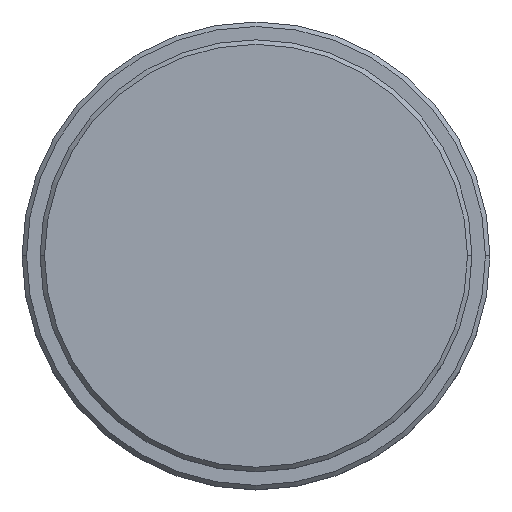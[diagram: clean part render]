
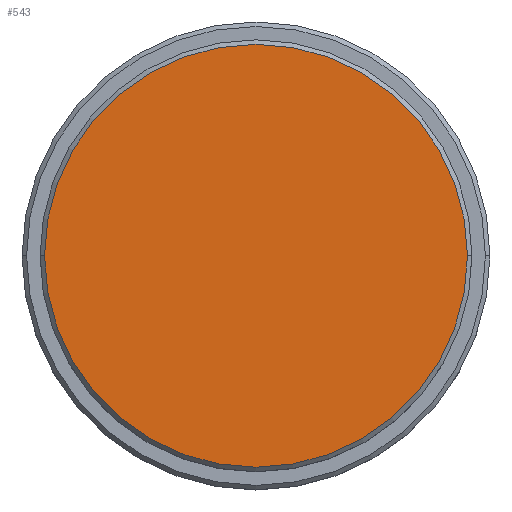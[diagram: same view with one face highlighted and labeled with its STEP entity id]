
A CAD part, top view. The second image highlights one B-rep face of the part: STEP entity #543.
In plain terms, the highlighted planar face has unit normal (0, 0, 1).
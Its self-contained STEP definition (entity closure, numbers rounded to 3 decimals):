
#37 = CARTESIAN_POINT ( 'NONE',  ( -23.5, 0., 0. ) ) ;
#136 = DIRECTION ( 'NONE',  ( 0., 0., 1. ) ) ;
#266 = DIRECTION ( 'NONE',  ( 0., 0., 1. ) ) ;
#319 = CARTESIAN_POINT ( 'NONE',  ( 23.5, 0., 0. ) ) ;
#400 = AXIS2_PLACEMENT_3D ( 'NONE', #912, #1148, #1248 ) ;
#480 = FACE_OUTER_BOUND ( 'NONE', #1304, .T. ) ;
#543 = ADVANCED_FACE ( 'NONE', ( #480 ), #805, .T. ) ;
#724 = CIRCLE ( 'NONE', #801, 23.5 ) ;
#745 = AXIS2_PLACEMENT_3D ( 'NONE', #1146, #266, #827 ) ;
#801 = AXIS2_PLACEMENT_3D ( 'NONE', #909, #136, #1193 ) ;
#805 = PLANE ( 'NONE',  #400 ) ;
#824 = VERTEX_POINT ( 'NONE', #319 ) ;
#827 = DIRECTION ( 'NONE',  ( 1., 0., 0. ) ) ;
#909 = CARTESIAN_POINT ( 'NONE',  ( 0., 0., 0. ) ) ;
#912 = CARTESIAN_POINT ( 'NONE',  ( 0., 0., 0. ) ) ;
#1023 = CIRCLE ( 'NONE', #745, 23.5 ) ;
#1028 = EDGE_CURVE ( 'NONE', #1209, #824, #724, .T. ) ;
#1146 = CARTESIAN_POINT ( 'NONE',  ( 0., 0., 0. ) ) ;
#1148 = DIRECTION ( 'NONE',  ( 0., 0., 1. ) ) ;
#1157 = EDGE_CURVE ( 'NONE', #824, #1209, #1023, .T. ) ;
#1193 = DIRECTION ( 'NONE',  ( 1., 0., 0. ) ) ;
#1209 = VERTEX_POINT ( 'NONE', #37 ) ;
#1248 = DIRECTION ( 'NONE',  ( 1., 0., 0. ) ) ;
#1304 = EDGE_LOOP ( 'NONE', ( #1329, #1320 ) ) ;
#1320 = ORIENTED_EDGE ( 'NONE', *, *, #1157, .T. ) ;
#1329 = ORIENTED_EDGE ( 'NONE', *, *, #1028, .T. ) ;
